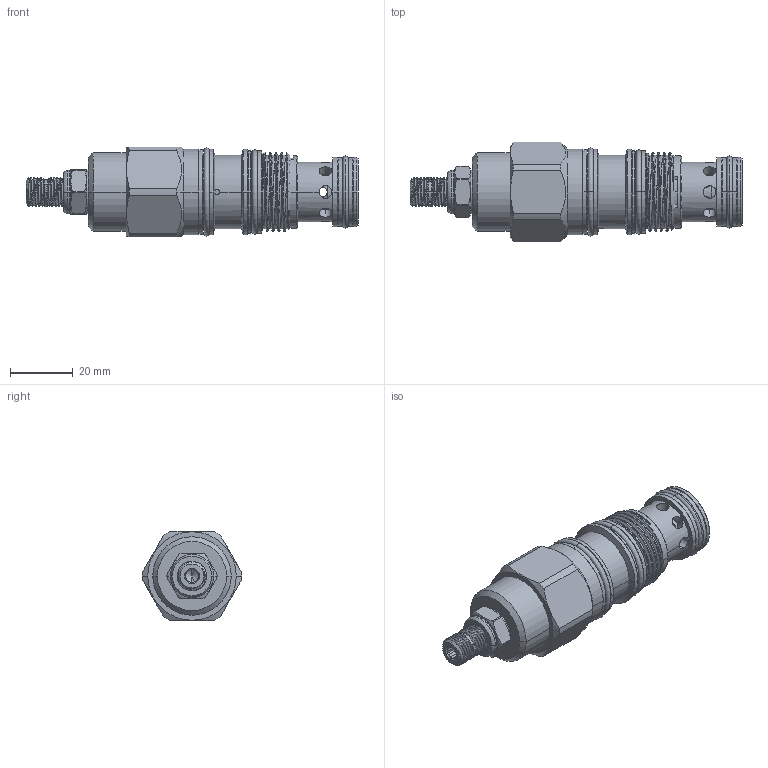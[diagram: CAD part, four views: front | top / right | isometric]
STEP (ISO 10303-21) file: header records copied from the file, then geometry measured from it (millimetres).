
FILE_DESCRIPTION (( 'STEP AP203' ), '1' );
FILE_NAME ('PB2A30-L.STEP', '2016-07-22T03:37:58', ( '' ), ( '' ), 'SwSTEP 2.0', 'SolidWorks 2012', '' );
FILE_SCHEMA (( 'CONFIG_CONTROL_DESIGN' ));
Length unit declared in the file: millimetre
Products named in the file (1): PB2A30-L
Bounding box: 105.77 x 31.8 x 28.57 mm (x, y, z)
Volume: 43398.1 mm3; surface area: 13543.8 mm2
Topology: 5 solids, 10 shells, 339 faces, 851 edges, 534 vertices
Faces by surface type: cylinder 183, plane 70, torus 40, cone 39, bspline 7
Entity records: 17060 total; most frequent: CARTESIAN_POINT 9064, ORIENTED_EDGE 1698, DIRECTION 1644, EDGE_CURVE 849, AXIS2_PLACEMENT_3D 696, VERTEX_POINT 534, EDGE_LOOP 385, CIRCLE 363
